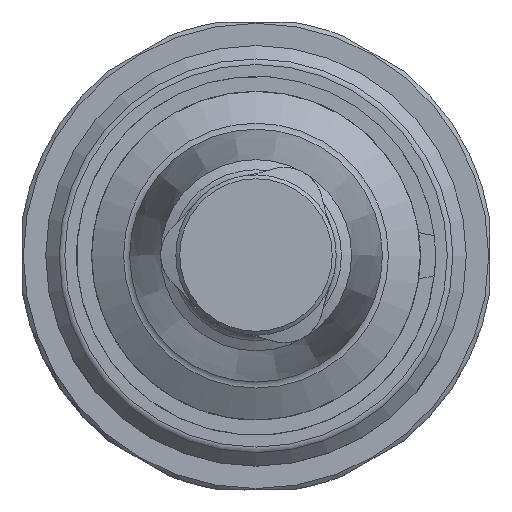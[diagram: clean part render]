
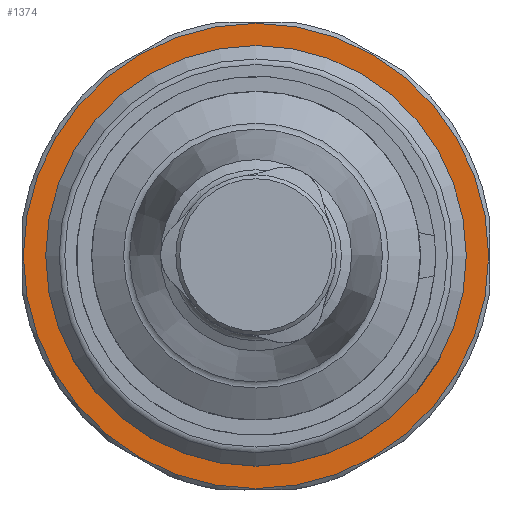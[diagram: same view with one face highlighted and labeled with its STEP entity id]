
A CAD part, top view. The second image highlights one B-rep face of the part: STEP entity #1374.
In plain terms, the highlighted planar face has unit normal (0, 0, 1).
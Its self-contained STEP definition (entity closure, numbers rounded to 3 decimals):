
#210=PLANE('',#1498);
#332=ORIENTED_EDGE('',*,*,#691,.T.);
#333=ORIENTED_EDGE('',*,*,#692,.F.);
#691=EDGE_CURVE('',#877,#877,#1004,.T.);
#692=EDGE_CURVE('',#878,#878,#1005,.T.);
#877=VERTEX_POINT('',#2147);
#878=VERTEX_POINT('',#2150);
#1004=CIRCLE('',#1497,15.65);
#1005=CIRCLE('',#1499,17.7);
#1092=EDGE_LOOP('',(#332));
#1093=EDGE_LOOP('',(#333));
#1223=FACE_BOUND('',#1092,.T.);
#1224=FACE_BOUND('',#1093,.T.);
#1374=ADVANCED_FACE('',(#1223,#1224),#210,.F.);
#1497=AXIS2_PLACEMENT_3D('',#2146,#1727,#1728);
#1498=AXIS2_PLACEMENT_3D('',#2148,#1729,#1730);
#1499=AXIS2_PLACEMENT_3D('',#2149,#1731,#1732);
#1727=DIRECTION('',(0.,0.,-1.));
#1728=DIRECTION('',(-1.,0.,0.));
#1729=DIRECTION('',(0.,0.,-1.));
#1730=DIRECTION('',(-1.,0.,0.));
#1731=DIRECTION('',(0.,0.,-1.));
#1732=DIRECTION('',(-1.,0.,0.));
#2146=CARTESIAN_POINT('',(0.,0.,-1.));
#2147=CARTESIAN_POINT('',(-15.65,0.,-1.));
#2148=CARTESIAN_POINT('',(-15.65,0.,-1.));
#2149=CARTESIAN_POINT('',(0.,0.,-1.));
#2150=CARTESIAN_POINT('',(-17.7,0.,-1.));
